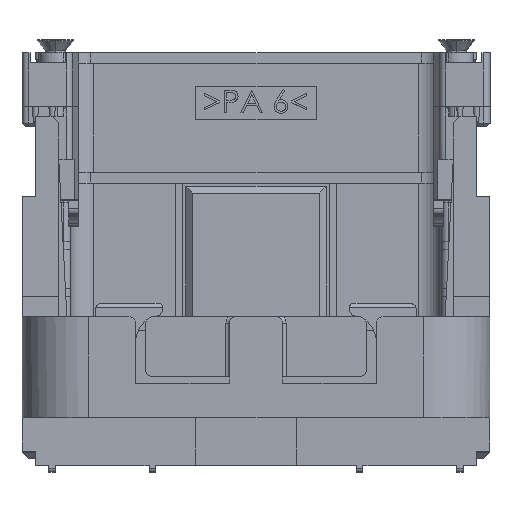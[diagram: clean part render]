
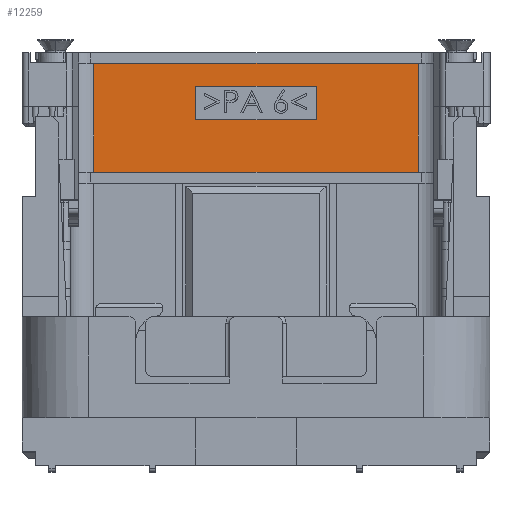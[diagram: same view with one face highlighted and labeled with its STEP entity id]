
A CAD part, top view. The second image highlights one B-rep face of the part: STEP entity #12259.
In plain terms, the highlighted planar face has unit normal (0, 0, 1).
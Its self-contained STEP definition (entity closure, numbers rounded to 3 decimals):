
#724 = VECTOR ( 'NONE', #14207, 1000. ) ;
#1723 = DIRECTION ( 'NONE',  ( 0., 0., -1. ) ) ;
#3356 = ORIENTED_EDGE ( 'NONE', *, *, #35508, .T. ) ;
#4211 = CARTESIAN_POINT ( 'NONE',  ( -9., 46.6, -31.3 ) ) ;
#4295 = LINE ( 'NONE', #5501, #38877 ) ;
#5501 = CARTESIAN_POINT ( 'NONE',  ( -24.25, 33.7, -31.3 ) ) ;
#7742 = CARTESIAN_POINT ( 'NONE',  ( 24.25, 33.7, -31.3 ) ) ;
#9198 = ORIENTED_EDGE ( 'NONE', *, *, #33645, .F. ) ;
#10404 = LINE ( 'NONE', #25323, #56563 ) ;
#11760 = FACE_BOUND ( 'NONE', #36939, .T. ) ;
#11819 = ORIENTED_EDGE ( 'NONE', *, *, #35588, .F. ) ;
#12259 = ADVANCED_FACE ( 'NONE', ( #11760, #13180 ), #37672, .F. ) ;
#12449 = VECTOR ( 'NONE', #13987, 1000. ) ;
#13180 = FACE_OUTER_BOUND ( 'NONE', #57009, .T. ) ;
#13434 = VERTEX_POINT ( 'NONE', #7742 ) ;
#13987 = DIRECTION ( 'NONE',  ( 0., -1., 0. ) ) ;
#14207 = DIRECTION ( 'NONE',  ( 0., -1., 0. ) ) ;
#14322 = LINE ( 'NONE', #4211, #36876 ) ;
#15029 = LINE ( 'NONE', #43342, #49364 ) ;
#16924 = VERTEX_POINT ( 'NONE', #22189 ) ;
#18608 = VECTOR ( 'NONE', #41255, 1000. ) ;
#21034 = ORIENTED_EDGE ( 'NONE', *, *, #33892, .F. ) ;
#22189 = CARTESIAN_POINT ( 'NONE',  ( -24.25, 50., -31.3 ) ) ;
#22599 = DIRECTION ( 'NONE',  ( -1., 0., 0. ) ) ;
#22984 = AXIS2_PLACEMENT_3D ( 'NONE', #28841, #1723, #33400 ) ;
#23157 = ORIENTED_EDGE ( 'NONE', *, *, #35252, .F. ) ;
#23548 = LINE ( 'NONE', #54910, #34148 ) ;
#25323 = CARTESIAN_POINT ( 'NONE',  ( -9., 41.6, -31.3 ) ) ;
#25955 = LINE ( 'NONE', #27470, #12449 ) ;
#27470 = CARTESIAN_POINT ( 'NONE',  ( -9., 41.6, -31.3 ) ) ;
#28380 = DIRECTION ( 'NONE',  ( -1., 0., 0. ) ) ;
#28841 = CARTESIAN_POINT ( 'NONE',  ( 24.25, 51.6, -31.3 ) ) ;
#29669 = VERTEX_POINT ( 'NONE', #34108 ) ;
#33002 = CARTESIAN_POINT ( 'NONE',  ( 9., 41.6, -31.3 ) ) ;
#33105 = CARTESIAN_POINT ( 'NONE',  ( -9., 41.6, -31.3 ) ) ;
#33400 = DIRECTION ( 'NONE',  ( -1., 0., 0. ) ) ;
#33645 = EDGE_CURVE ( 'NONE', #53210, #57168, #10404, .T. ) ;
#33892 = EDGE_CURVE ( 'NONE', #44647, #53210, #25955, .T. ) ;
#34108 = CARTESIAN_POINT ( 'NONE',  ( -24.25, 33.7, -31.3 ) ) ;
#34148 = VECTOR ( 'NONE', #28380, 1000. ) ;
#34899 = EDGE_CURVE ( 'NONE', #36305, #44647, #14322, .T. ) ;
#35252 = EDGE_CURVE ( 'NONE', #57168, #36305, #15029, .T. ) ;
#35374 = LINE ( 'NONE', #41127, #724 ) ;
#35508 = EDGE_CURVE ( 'NONE', #16924, #29669, #35374, .T. ) ;
#35588 = EDGE_CURVE ( 'NONE', #13434, #29669, #4295, .T. ) ;
#36095 = EDGE_CURVE ( 'NONE', #43485, #13434, #42508, .T. ) ;
#36175 = EDGE_CURVE ( 'NONE', #43485, #16924, #23548, .T. ) ;
#36305 = VERTEX_POINT ( 'NONE', #38354 ) ;
#36790 = CARTESIAN_POINT ( 'NONE',  ( 24.25, 51.6, -31.3 ) ) ;
#36876 = VECTOR ( 'NONE', #22599, 1000. ) ;
#36939 = EDGE_LOOP ( 'NONE', ( #9198, #21034, #47629, #23157 ) ) ;
#37672 = PLANE ( 'NONE',  #22984 ) ;
#38354 = CARTESIAN_POINT ( 'NONE',  ( 9., 46.6, -31.3 ) ) ;
#38679 = ORIENTED_EDGE ( 'NONE', *, *, #36095, .F. ) ;
#38877 = VECTOR ( 'NONE', #41723, 1000. ) ;
#39508 = CARTESIAN_POINT ( 'NONE',  ( -9., 46.6, -31.3 ) ) ;
#40788 = ORIENTED_EDGE ( 'NONE', *, *, #36175, .T. ) ;
#41127 = CARTESIAN_POINT ( 'NONE',  ( -24.25, 51.6, -31.3 ) ) ;
#41153 = CARTESIAN_POINT ( 'NONE',  ( 24.25, 50., -31.3 ) ) ;
#41255 = DIRECTION ( 'NONE',  ( 0., -1., 0. ) ) ;
#41723 = DIRECTION ( 'NONE',  ( -1., 0., 0. ) ) ;
#42508 = LINE ( 'NONE', #36790, #18608 ) ;
#43337 = DIRECTION ( 'NONE',  ( 1., 0., 0. ) ) ;
#43342 = CARTESIAN_POINT ( 'NONE',  ( 9., 41.6, -31.3 ) ) ;
#43485 = VERTEX_POINT ( 'NONE', #41153 ) ;
#44647 = VERTEX_POINT ( 'NONE', #39508 ) ;
#47629 = ORIENTED_EDGE ( 'NONE', *, *, #34899, .F. ) ;
#47767 = DIRECTION ( 'NONE',  ( 0., 1., 0. ) ) ;
#49364 = VECTOR ( 'NONE', #47767, 1000. ) ;
#53210 = VERTEX_POINT ( 'NONE', #33105 ) ;
#54910 = CARTESIAN_POINT ( 'NONE',  ( -24.25, 50., -31.3 ) ) ;
#56563 = VECTOR ( 'NONE', #43337, 1000. ) ;
#57009 = EDGE_LOOP ( 'NONE', ( #3356, #11819, #38679, #40788 ) ) ;
#57168 = VERTEX_POINT ( 'NONE', #33002 ) ;
